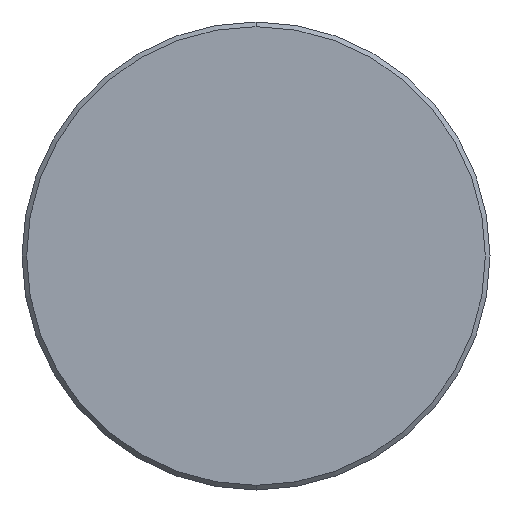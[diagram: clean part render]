
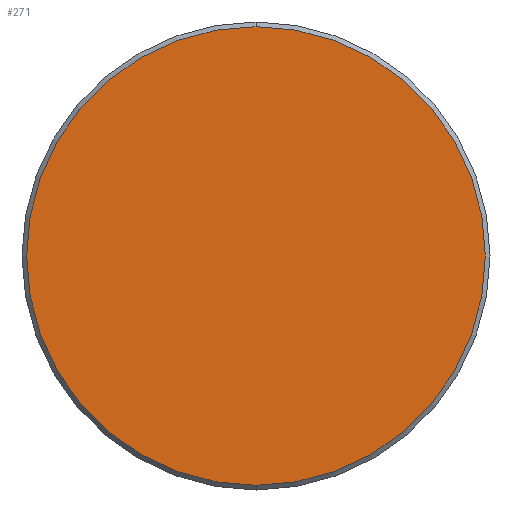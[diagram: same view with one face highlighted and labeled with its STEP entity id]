
A CAD part, left-side view. The second image highlights one B-rep face of the part: STEP entity #271.
In plain terms, the highlighted planar face has unit normal (-1, 0, 0).
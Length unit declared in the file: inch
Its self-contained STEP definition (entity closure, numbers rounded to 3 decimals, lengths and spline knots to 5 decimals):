
#26 = CIRCLE ( 'NONE', #1023, 1.1937 ) ;
#46 = DIRECTION ( 'NONE',  ( -1., 0., 0. ) ) ;
#51 = DIRECTION ( 'NONE',  ( 0., 0., 1. ) ) ;
#70 = DIRECTION ( 'NONE',  ( -1., 0., 0. ) ) ;
#86 = AXIS2_PLACEMENT_3D ( 'NONE', #1305, #816, #902 ) ;
#271 = ADVANCED_FACE ( 'NONE', ( #826 ), #487, .T. ) ;
#336 = DIRECTION ( 'NONE',  ( 0., 0., 1. ) ) ;
#385 = EDGE_CURVE ( 'NONE', #437, #709, #1080, .T. ) ;
#424 = EDGE_LOOP ( 'NONE', ( #906, #840 ) ) ;
#437 = VERTEX_POINT ( 'NONE', #443 ) ;
#443 = CARTESIAN_POINT ( 'NONE',  ( -4.31, 0., -1.1937 ) ) ;
#487 = PLANE ( 'NONE',  #86 ) ;
#646 = CARTESIAN_POINT ( 'NONE',  ( -4.31, 0., 0. ) ) ;
#709 = VERTEX_POINT ( 'NONE', #1297 ) ;
#816 = DIRECTION ( 'NONE',  ( -1., 0., 0. ) ) ;
#826 = FACE_OUTER_BOUND ( 'NONE', #424, .T. ) ;
#840 = ORIENTED_EDGE ( 'NONE', *, *, #1147, .T. ) ;
#902 = DIRECTION ( 'NONE',  ( 0., 0., 1. ) ) ;
#906 = ORIENTED_EDGE ( 'NONE', *, *, #385, .T. ) ;
#1023 = AXIS2_PLACEMENT_3D ( 'NONE', #1166, #70, #51 ) ;
#1080 = CIRCLE ( 'NONE', #1162, 1.1937 ) ;
#1147 = EDGE_CURVE ( 'NONE', #709, #437, #26, .T. ) ;
#1162 = AXIS2_PLACEMENT_3D ( 'NONE', #646, #46, #336 ) ;
#1166 = CARTESIAN_POINT ( 'NONE',  ( -4.31, 0., 0. ) ) ;
#1297 = CARTESIAN_POINT ( 'NONE',  ( -4.31, 0., 1.1937 ) ) ;
#1305 = CARTESIAN_POINT ( 'NONE',  ( -4.31, 1.2237, 0. ) ) ;
